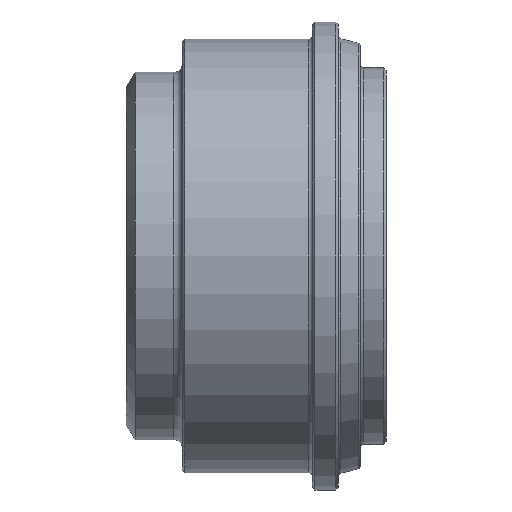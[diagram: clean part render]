
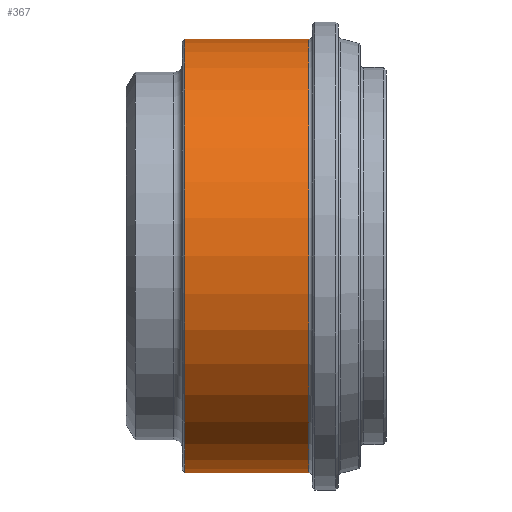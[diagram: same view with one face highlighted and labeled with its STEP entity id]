
A CAD part, front view. The second image highlights one B-rep face of the part: STEP entity #367.
In plain terms, the highlighted cylindrical face has radius 25 mm (diameter 50 mm), a full revolution.
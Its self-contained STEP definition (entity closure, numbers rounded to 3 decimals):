
#16=CYLINDRICAL_SURFACE('',#430,25.);
#22=LINE('',#657,#35);
#35=VECTOR('',#527,25.);
#74=FACE_OUTER_BOUND('',#100,.T.);
#100=EDGE_LOOP('',(#284,#285,#286,#287,#288,#289));
#135=CIRCLE('',#426,25.);
#138=CIRCLE('',#429,25.);
#139=CIRCLE('',#431,25.);
#140=CIRCLE('',#432,25.);
#172=VERTEX_POINT('',#648);
#173=VERTEX_POINT('',#649);
#175=VERTEX_POINT('',#656);
#176=VERTEX_POINT('',#658);
#212=EDGE_CURVE('',#172,#173,#135,.T.);
#215=EDGE_CURVE('',#173,#172,#138,.T.);
#216=EDGE_CURVE('',#172,#175,#22,.T.);
#217=EDGE_CURVE('',#176,#175,#139,.T.);
#218=EDGE_CURVE('',#175,#176,#140,.T.);
#284=ORIENTED_EDGE('',*,*,#212,.F.);
#285=ORIENTED_EDGE('',*,*,#216,.T.);
#286=ORIENTED_EDGE('',*,*,#217,.F.);
#287=ORIENTED_EDGE('',*,*,#218,.F.);
#288=ORIENTED_EDGE('',*,*,#216,.F.);
#289=ORIENTED_EDGE('',*,*,#215,.F.);
#367=ADVANCED_FACE('',(#74),#16,.T.);
#426=AXIS2_PLACEMENT_3D('',#650,#517,#518);
#429=AXIS2_PLACEMENT_3D('',#654,#523,#524);
#430=AXIS2_PLACEMENT_3D('',#655,#525,#526);
#431=AXIS2_PLACEMENT_3D('',#659,#528,#529);
#432=AXIS2_PLACEMENT_3D('',#660,#530,#531);
#517=DIRECTION('center_axis',(1.,0.,0.));
#518=DIRECTION('ref_axis',(0.,-1.,0.));
#523=DIRECTION('center_axis',(1.,0.,0.));
#524=DIRECTION('ref_axis',(0.,-1.,0.));
#525=DIRECTION('center_axis',(1.,0.,0.));
#526=DIRECTION('ref_axis',(0.,1.,0.));
#527=DIRECTION('',(-1.,0.,0.));
#528=DIRECTION('center_axis',(-1.,0.,0.));
#529=DIRECTION('ref_axis',(0.,-1.,0.));
#530=DIRECTION('center_axis',(-1.,0.,0.));
#531=DIRECTION('ref_axis',(0.,-1.,0.));
#648=CARTESIAN_POINT('',(-8.9,-25.,0.));
#649=CARTESIAN_POINT('',(-8.9,0.,25.));
#650=CARTESIAN_POINT('Origin',(-8.9,0.,0.));
#654=CARTESIAN_POINT('Origin',(-8.9,0.,0.));
#655=CARTESIAN_POINT('Origin',(-16.,0.,0.));
#656=CARTESIAN_POINT('',(-23.2,-25.,0.));
#657=CARTESIAN_POINT('',(-16.,-25.,0.));
#658=CARTESIAN_POINT('',(-23.2,25.,0.));
#659=CARTESIAN_POINT('Origin',(-23.2,0.,0.));
#660=CARTESIAN_POINT('Origin',(-23.2,0.,0.));
